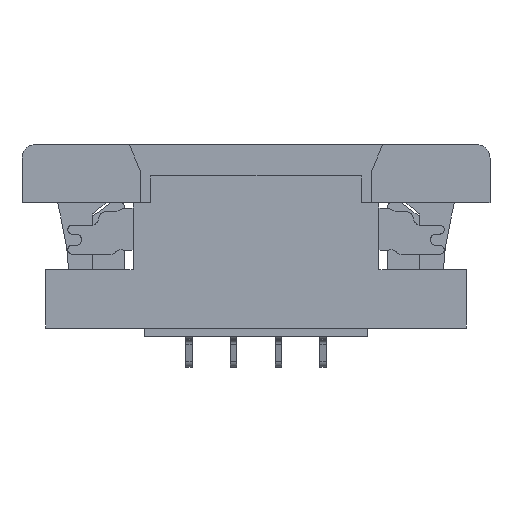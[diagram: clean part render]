
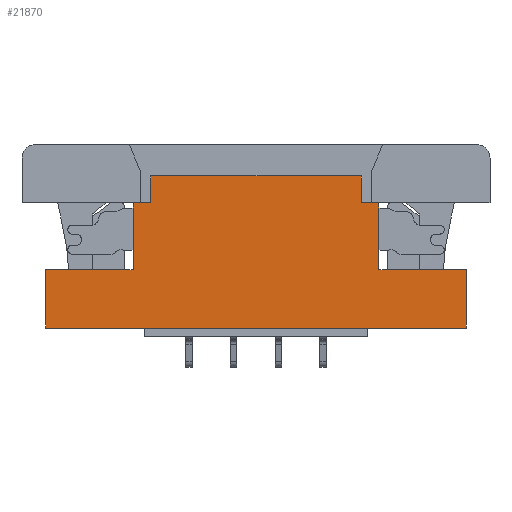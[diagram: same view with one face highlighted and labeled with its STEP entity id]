
A CAD part, front view. The second image highlights one B-rep face of the part: STEP entity #21870.
In plain terms, the highlighted planar face has unit normal (0, -1, 0).
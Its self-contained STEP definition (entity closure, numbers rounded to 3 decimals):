
#2860=CARTESIAN_POINT('',(0.95,-0.61,6.3));
#2870=VERTEX_POINT('',#2860);
#2950=CARTESIAN_POINT('',(0.95,-0.61,5.));
#2960=VERTEX_POINT('',#2950);
#2990=CARTESIAN_POINT('',(0.95,-0.61,6.3));
#3000=DIRECTION('',(0.,0.,-1.));
#3010=VECTOR('',#3000,1.);
#3020=LINE('',#2990,#3010);
#3030=EDGE_CURVE('',#2870,#2960,#3020,.T.);
#3170=CARTESIAN_POINT('',(-8.45,-0.61,5.));
#3180=VERTEX_POINT('',#3170);
#3260=CARTESIAN_POINT('',(-8.45,-0.61,6.3));
#3270=VERTEX_POINT('',#3260);
#3300=CARTESIAN_POINT('',(-8.45,-0.61,5.));
#3310=DIRECTION('',(0.,0.,1.));
#3320=VECTOR('',#3310,1.);
#3330=LINE('',#3300,#3320);
#3340=EDGE_CURVE('',#3180,#3270,#3330,.T.);
#3500=CARTESIAN_POINT('',(-6.5,-0.61,6.3));
#3510=VERTEX_POINT('',#3500);
#3540=CARTESIAN_POINT('',(-8.45,-0.61,6.3));
#3550=DIRECTION('',(1.,0.,0.));
#3560=VECTOR('',#3550,1.);
#3570=LINE('',#3540,#3560);
#3580=EDGE_CURVE('',#3270,#3510,#3570,.T.);
#4710=CARTESIAN_POINT('',(-6.5,-0.61,7.8));
#4720=VERTEX_POINT('',#4710);
#4750=CARTESIAN_POINT('',(-6.5,-0.61,7.8));
#4760=DIRECTION('',(0.,0.,-1.));
#4770=VECTOR('',#4760,1.);
#4780=LINE('',#4750,#4770);
#4790=CARTESIAN_POINT('',(-6.5,-0.61,7.682));
#4800=VERTEX_POINT('',#4790);
#4810=EDGE_CURVE('',#4720,#4800,#4780,.T.);
#5030=CARTESIAN_POINT('',(-6.5,-0.61,6.74));
#5040=VERTEX_POINT('',#5030);
#5070=EDGE_CURVE('',#5040,#3510,#4780,.T.);
#5460=CARTESIAN_POINT('',(-6.1,-0.61,7.8));
#5470=VERTEX_POINT('',#5460);
#5500=CARTESIAN_POINT('',(-6.5,-0.61,7.8));
#5510=DIRECTION('',(1.,0.,0.));
#5520=VECTOR('',#5510,1.);
#5530=LINE('',#5500,#5520);
#5540=EDGE_CURVE('',#4720,#5470,#5530,.T.);
#5770=CARTESIAN_POINT('',(-6.1,-0.61,8.4));
#5780=VERTEX_POINT('',#5770);
#5810=CARTESIAN_POINT('',(-6.1,-0.61,8.4));
#5820=DIRECTION('',(0.,0.,-1.));
#5830=VECTOR('',#5820,1.);
#5840=LINE('',#5810,#5830);
#5850=EDGE_CURVE('',#5780,#5470,#5840,.T.);
#6080=CARTESIAN_POINT('',(-1.4,-0.61,8.4));
#6090=VERTEX_POINT('',#6080);
#6120=CARTESIAN_POINT('',(-20.1,-0.61,8.4));
#6130=DIRECTION('',(1.,0.,0.));
#6140=VECTOR('',#6130,1.);
#6150=LINE('',#6120,#6140);
#6160=EDGE_CURVE('',#5780,#6090,#6150,.T.);
#6390=CARTESIAN_POINT('',(-1.4,-0.61,7.8));
#6400=VERTEX_POINT('',#6390);
#6430=CARTESIAN_POINT('',(-1.4,-0.61,7.8));
#6440=DIRECTION('',(0.,0.,1.));
#6450=VECTOR('',#6440,1.);
#6460=LINE('',#6430,#6450);
#6470=EDGE_CURVE('',#6400,#6090,#6460,.T.);
#6780=CARTESIAN_POINT('',(-1.,-0.61,7.8));
#6790=VERTEX_POINT('',#6780);
#7220=CARTESIAN_POINT('',(-1.,-0.61,6.3));
#7230=VERTEX_POINT('',#7220);
#7260=CARTESIAN_POINT('',(-1.,-0.61,5.));
#7270=DIRECTION('',(0.,0.,1.));
#7280=VECTOR('',#7270,1.);
#7290=LINE('',#7260,#7280);
#7300=CARTESIAN_POINT('',(-1.,-0.61,6.74));
#7310=VERTEX_POINT('',#7300);
#7320=EDGE_CURVE('',#7230,#7310,#7290,.T.);
#7540=CARTESIAN_POINT('',(-1.,-0.61,7.682));
#7550=VERTEX_POINT('',#7540);
#7580=EDGE_CURVE('',#7550,#6790,#7290,.T.);
#7710=CARTESIAN_POINT('',(-1.,-0.61,6.3));
#7720=DIRECTION('',(1.,0.,0.));
#7730=VECTOR('',#7720,1.);
#7740=LINE('',#7710,#7730);
#7750=EDGE_CURVE('',#7230,#2870,#7740,.T.);
#9450=CARTESIAN_POINT('',(0.95,-0.61,5.));
#9460=DIRECTION('',(-1.,0.,0.));
#9470=VECTOR('',#9460,1.);
#9480=LINE('',#9450,#9470);
#9490=EDGE_CURVE('',#2960,#3180,#9480,.T.);
#21490=CARTESIAN_POINT('',(-4.574,-0.61,11.004));
#21500=DIRECTION('',(0.,-1.,0.));
#21510=DIRECTION('',(1.,0.,0.));
#21520=AXIS2_PLACEMENT_3D('',#21490,#21500,#21510);
#21530=PLANE('',#21520);
#21540=ORIENTED_EDGE('',*,*,#3340,.F.);
#21550=ORIENTED_EDGE('',*,*,#3580,.F.);
#21560=ORIENTED_EDGE('',*,*,#5070,.T.);
#21570=CARTESIAN_POINT('',(-6.5,-0.61,0.));
#21580=DIRECTION('',(0.,0.,1.));
#21590=VECTOR('',#21580,1.);
#21600=LINE('',#21570,#21590);
#21610=EDGE_CURVE('',#5040,#4800,#21600,.T.);
#21620=ORIENTED_EDGE('',*,*,#21610,.F.);
#21630=ORIENTED_EDGE('',*,*,#4810,.T.);
#21640=ORIENTED_EDGE('',*,*,#5540,.F.);
#21650=ORIENTED_EDGE('',*,*,#5850,.T.);
#21660=ORIENTED_EDGE('',*,*,#6160,.F.);
#21670=ORIENTED_EDGE('',*,*,#6470,.T.);
#21680=CARTESIAN_POINT('',(-1.4,-0.61,7.8));
#21690=DIRECTION('',(1.,0.,0.));
#21700=VECTOR('',#21690,1.);
#21710=LINE('',#21680,#21700);
#21720=EDGE_CURVE('',#6400,#6790,#21710,.T.);
#21730=ORIENTED_EDGE('',*,*,#21720,.F.);
#21740=ORIENTED_EDGE('',*,*,#7580,.T.);
#21750=CARTESIAN_POINT('',(-1.,-0.61,0.));
#21760=DIRECTION('',(-0.,0.,-1.));
#21770=VECTOR('',#21760,1.);
#21780=LINE('',#21750,#21770);
#21790=EDGE_CURVE('',#7550,#7310,#21780,.T.);
#21800=ORIENTED_EDGE('',*,*,#21790,.F.);
#21810=ORIENTED_EDGE('',*,*,#7320,.T.);
#21820=ORIENTED_EDGE('',*,*,#7750,.F.);
#21830=ORIENTED_EDGE('',*,*,#3030,.F.);
#21840=ORIENTED_EDGE('',*,*,#9490,.F.);
#21850=EDGE_LOOP('',(#21840,#21830,#21820,#21810,#21800,#21740,#21730,
#21670,#21660,#21650,#21640,#21630,#21620,#21560,#21550,#21540));
#21860=FACE_OUTER_BOUND('',#21850,.T.);
#21870=ADVANCED_FACE('',(#21860),#21530,.T.);
